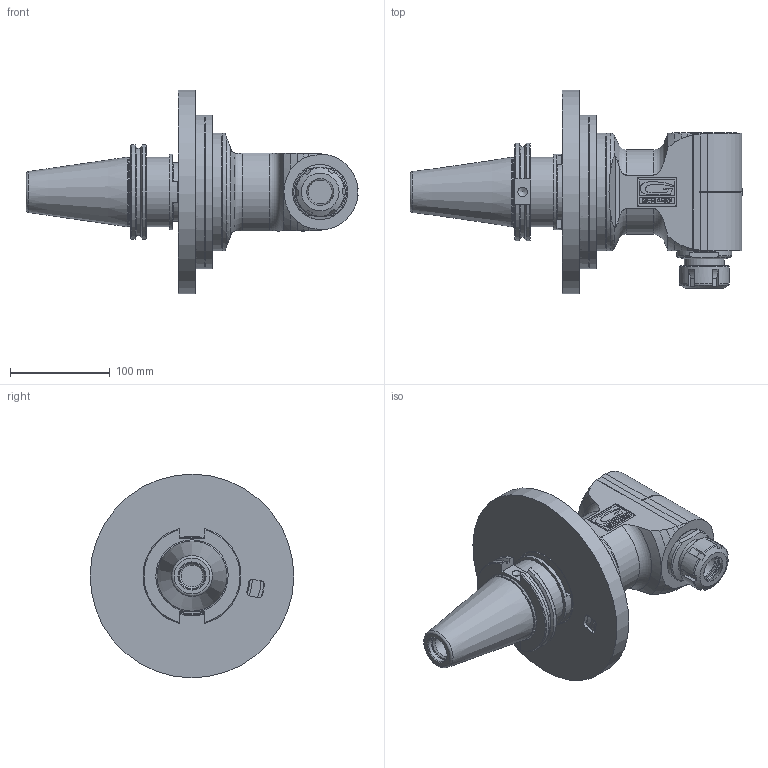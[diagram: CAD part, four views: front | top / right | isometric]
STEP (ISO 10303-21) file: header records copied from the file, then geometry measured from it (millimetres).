
FILE_DESCRIPTION(/* description */ (''),/* implementation_level */ '2;1');
FILE_NAME(/* name */ '9.F90.20001-CAT50.stp',/* time_stamp */ '2024-05-03T09:12:40-04:00',/* author */ ('jkrenzer'),/* organization */ (''),/* preprocessor_version */ 'ST-DEVELOPER v18.1',/* originating_system */ 'Autodesk Inventor 2022',/* authorisation */ '');
FILE_SCHEMA (('AUTOMOTIVE_DESIGN { 1 0 10303 214 3 1 1 }'));
Products named in the file (4): 9.F90.20001-CAT50; 9_SK_45_2   (Cat50, MTC); 9_FL_F90T2   (MTC, Universal Flange, Type 2); 9_F90_20001
Assembly tree (3 placements, depth 2):
  9.F90.20001-CAT50
    9_SK_45_2   (Cat50, MTC)
    9_FL_F90T2   (MTC, Universal Flange, Type 2)
    9_F90_20001
Bounding box: 332.46 x 203.96 x 203.96 mm (x, y, z)
Volume: 2399081.3 mm3; surface area: 296905.6 mm2
Topology: 7 solids, 7 shells, 402 faces, 1172 edges, 846 vertices
Faces by surface type: plane 194, cylinder 104, cone 74, torus 28, sphere 2
Full cylindrical faces by diameter (mm): 2.5 x2, 6 x8, 6.4 x6, 9.525 x1, 10 x4, 10.4 x10, 12 x1, 12.5 x1, 19.4 x1, 20 x2, 21.963 x1, 24 x1, 26.187 x1, 26.8 x1, 27 x1, 29.5 x1, 35.8 x1, 38.5 x1, 40 x1, 40.6 x1, 50 x1, 55 x1, 59 x1, 64 x1, 69.25 x1, 69.85 x1, 76 x1, 80 x3, 111 x1, 116 x1
Entity records: 14066 total; most frequent: CARTESIAN_POINT 3131, ORIENTED_EDGE 2336, DIRECTION 2201, EDGE_CURVE 1168, VERTEX_POINT 850, AXIS2_PLACEMENT_3D 796, LINE 609, VECTOR 609
